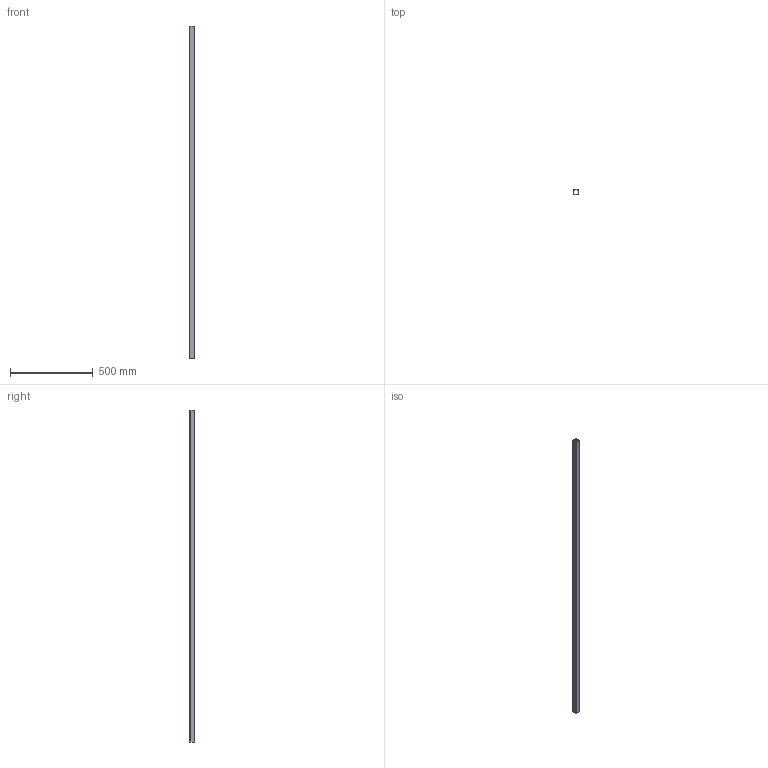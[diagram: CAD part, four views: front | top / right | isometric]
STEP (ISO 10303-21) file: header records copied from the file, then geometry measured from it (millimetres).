
FILE_DESCRIPTION(/* description */ (''),/* implementation_level */ '2;1');
FILE_NAME(/* name */ '6191096',/* time_stamp */ '2014-01-14T09:57:32+01:00',/* author */ (''),/* organization */ (''),/* preprocessor_version */ 'ST-DEVELOPER v15',/* originating_system */ '',/* authorisation */ '');
FILE_SCHEMA (('CONFIG_CONTROL_DESIGN'));
Length unit declared in the file: millimetre
Products named in the file (1): Block 01
Bounding box: 30 x 30.4 x 2000 mm (x, y, z)
Volume: 325141.6 mm3; surface area: 515637.7 mm2
Topology: 2 solids, 2 shells, 55 faces, 153 edges, 102 vertices
Faces by surface type: plane 39, bspline 16
Entity records: 1651 total; most frequent: CARTESIAN_POINT 609, ORIENTED_EDGE 306, EDGE_CURVE 153, B_SPLINE_CURVE_WITH_KNOTS 105, VERTEX_POINT 102, ADVANCED_FACE 55, FACE_OUTER_BOUND 55, EDGE_LOOP 55
